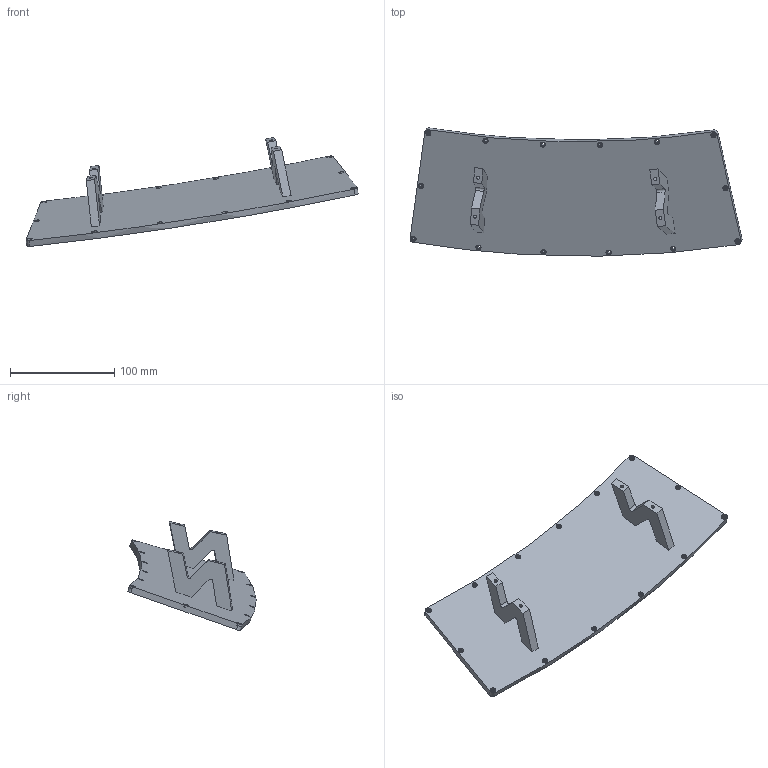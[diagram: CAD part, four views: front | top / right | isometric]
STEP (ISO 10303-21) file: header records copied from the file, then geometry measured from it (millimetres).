
FILE_DESCRIPTION(/* description */ (''),/* implementation_level */ '2;1');
FILE_NAME(/* name */ 'type_1',/* time_stamp */ '2017-06-11T20:17:59+03:00',/* author */ (''),/* organization */ (''),/* preprocessor_version */ 'ST-DEVELOPER v15',/* originating_system */ '',/* authorisation */ '');
FILE_SCHEMA (('AUTOMOTIVE_DESIGN'));
Length unit declared in the file: millimetre
Products named in the file (1): Document
Bounding box: 317.75 x 122.84 x 104.32 mm (x, y, z)
Volume: 174930.9 mm3; surface area: 88282.1 mm2
Topology: 3 solids, 3 shells, 169 faces, 416 edges, 264 vertices
Faces by surface type: bspline 142, plane 27
Entity records: 5554 total; most frequent: CARTESIAN_POINT 3233, ORIENTED_EDGE 800, EDGE_CURVE 400, VERTEX_POINT 264, EDGE_LOOP 232, ADVANCED_FACE 169, FACE_OUTER_BOUND 169, B_SPLINE_CURVE_WITH_KNOTS 112
